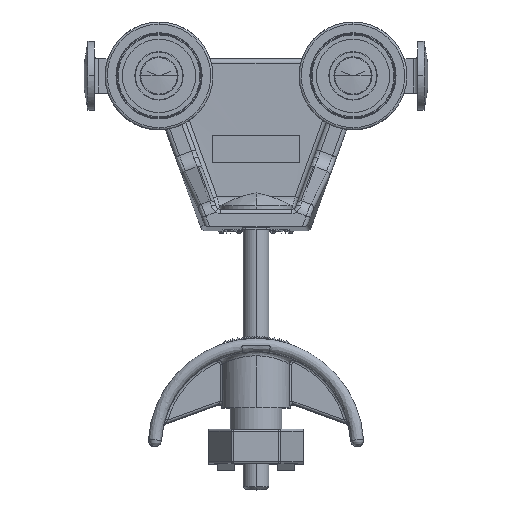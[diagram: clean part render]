
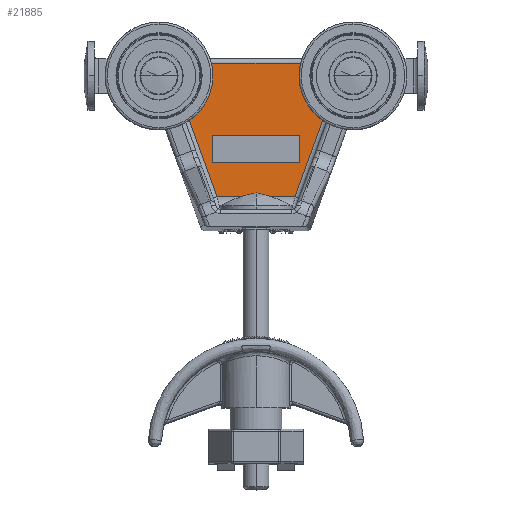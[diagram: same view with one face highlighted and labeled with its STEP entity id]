
A CAD part, top view. The second image highlights one B-rep face of the part: STEP entity #21885.
In plain terms, the highlighted planar face has unit normal (0, 0, -1).
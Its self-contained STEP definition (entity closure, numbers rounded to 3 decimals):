
#1130 = CARTESIAN_POINT ( 'NONE',  ( -11.917, 39., 1.5 ) ) ;
#1156 =( BOUNDED_CURVE ( )  B_SPLINE_CURVE ( 3, ( #1203, #1202, #1201, #1200 ),
 .UNSPECIFIED., .F., .T. ) 
 B_SPLINE_CURVE_WITH_KNOTS ( ( 4, 4 ),
 ( 0., 1. ),
 .UNSPECIFIED. ) 
 CURVE ( )  GEOMETRIC_REPRESENTATION_ITEM ( )  RATIONAL_B_SPLINE_CURVE ( ( 1., 0.994, 0.994, 1. ) ) 
 REPRESENTATION_ITEM ( '' )  );
#1200 = CARTESIAN_POINT ( 'NONE',  ( -11.5, 36., 1.5 ) ) ;
#1201 = CARTESIAN_POINT ( 'NONE',  ( -11.5, 37.016, 1.5 ) ) ;
#1202 = CARTESIAN_POINT ( 'NONE',  ( -11.64, 38.022, 1.5 ) ) ;
#1203 = CARTESIAN_POINT ( 'NONE',  ( -11.917, 39., 1.5 ) ) ;
#4628 = CARTESIAN_POINT ( 'NONE',  ( 11.917, 39., 1.5 ) ) ;
#4661 = CARTESIAN_POINT ( 'NONE',  ( 15.99, 27.133, 1.5 ) ) ;
#4718 = CARTESIAN_POINT ( 'NONE',  ( 11.917, 39., 1.5 ) ) ;
#4719 = CARTESIAN_POINT ( 'NONE',  ( 10.622, 34.433, 1.5 ) ) ;
#4720 = CARTESIAN_POINT ( 'NONE',  ( 12.164, 29.942, 1.5 ) ) ;
#4721 = CARTESIAN_POINT ( 'NONE',  ( 15.99, 27.133, 1.5 ) ) ;
#4725 =( BOUNDED_CURVE ( )  B_SPLINE_CURVE ( 3, ( #4721, #4720, #4719, #4718 ),
 .UNSPECIFIED., .F., .T. ) 
 B_SPLINE_CURVE_WITH_KNOTS ( ( 4, 4 ),
 ( 0., 1. ),
 .UNSPECIFIED. ) 
 CURVE ( )  GEOMETRIC_REPRESENTATION_ITEM ( )  RATIONAL_B_SPLINE_CURVE ( ( 1., 0.881, 0.881, 1. ) ) 
 REPRESENTATION_ITEM ( '' )  );
#5110 = CARTESIAN_POINT ( 'NONE',  ( -15.99, 27.133, 1.5 ) ) ;
#5122 =( BOUNDED_CURVE ( )  B_SPLINE_CURVE ( 3, ( #5176, #5175, #5174, #5173 ),
 .UNSPECIFIED., .F., .F. ) 
 B_SPLINE_CURVE_WITH_KNOTS ( ( 4, 4 ),
 ( 0., 1. ),
 .UNSPECIFIED. ) 
 CURVE ( )  GEOMETRIC_REPRESENTATION_ITEM ( )  RATIONAL_B_SPLINE_CURVE ( ( 1., 0.928, 0.928, 1. ) ) 
 REPRESENTATION_ITEM ( '' )  );
#5173 = CARTESIAN_POINT ( 'NONE',  ( -15.99, 27.133, 1.5 ) ) ;
#5174 = CARTESIAN_POINT ( 'NONE',  ( -13.113, 29.245, 1.5 ) ) ;
#5175 = CARTESIAN_POINT ( 'NONE',  ( -11.5, 32.43, 1.5 ) ) ;
#5176 = CARTESIAN_POINT ( 'NONE',  ( -11.5, 36., 1.5 ) ) ;
#7579 = VERTEX_POINT ( 'NONE', #1130 ) ;
#7581 = EDGE_CURVE ( 'NONE', #7579, #7630, #1156, .T. ) ;
#7630 = VERTEX_POINT ( 'NONE', #15676 ) ;
#8575 = VERTEX_POINT ( 'NONE', #4628 ) ;
#8589 = VERTEX_POINT ( 'NONE', #4661 ) ;
#8596 = EDGE_CURVE ( 'NONE', #8589, #8575, #4725, .T. ) ;
#8803 = VERTEX_POINT ( 'NONE', #5110 ) ;
#8827 = EDGE_CURVE ( 'NONE', #7630, #8803, #5122, .T. ) ;
#8935 = EDGE_CURVE ( 'NONE', #7579, #8575, #23421, .T. ) ;
#8944 = EDGE_LOOP ( 'NONE', ( #8992, #9006, #8968, #9005 ) ) ;
#8949 = EDGE_CURVE ( 'NONE', #21938, #8993, #23467, .T. ) ;
#8958 = EDGE_CURVE ( 'NONE', #21900, #8589, #23461, .T. ) ;
#8963 = ORIENTED_EDGE ( 'NONE', *, *, #8596, .F. ) ;
#8968 = ORIENTED_EDGE ( 'NONE', *, *, #8995, .F. ) ;
#8969 = ORIENTED_EDGE ( 'NONE', *, *, #8958, .F. ) ;
#8975 = EDGE_CURVE ( 'NONE', #21893, #21900, #23464, .T. ) ;
#8976 = EDGE_CURVE ( 'NONE', #21932, #21938, #23526, .T. ) ;
#8979 = ORIENTED_EDGE ( 'NONE', *, *, #8975, .F. ) ;
#8989 = VERTEX_POINT ( 'NONE', #23543 ) ;
#8992 = ORIENTED_EDGE ( 'NONE', *, *, #8976, .F. ) ;
#8993 = VERTEX_POINT ( 'NONE', #23514 ) ;
#8995 = EDGE_CURVE ( 'NONE', #8993, #8989, #53524, .T. ) ;
#8996 = EDGE_CURVE ( 'NONE', #8989, #21932, #23596, .T. ) ;
#9005 = ORIENTED_EDGE ( 'NONE', *, *, #8949, .F. ) ;
#9006 = ORIENTED_EDGE ( 'NONE', *, *, #8996, .F. ) ;
#9029 = EDGE_CURVE ( 'NONE', #8803, #21893, #23784, .T. ) ;
#15676 = CARTESIAN_POINT ( 'NONE',  ( -11.5, 36., 1.5 ) ) ;
#21851 = EDGE_LOOP ( 'NONE', ( #21876, #21915, #21919, #21924, #8963, #8969, #8979 ) ) ;
#21876 = ORIENTED_EDGE ( 'NONE', *, *, #9029, .F. ) ;
#21885 = ADVANCED_FACE ( 'NONE', ( #55787, #55782 ), #55826, .F. ) ;
#21893 = VERTEX_POINT ( 'NONE', #55818 ) ;
#21900 = VERTEX_POINT ( 'NONE', #55811 ) ;
#21915 = ORIENTED_EDGE ( 'NONE', *, *, #8827, .F. ) ;
#21919 = ORIENTED_EDGE ( 'NONE', *, *, #7581, .F. ) ;
#21924 = ORIENTED_EDGE ( 'NONE', *, *, #8935, .T. ) ;
#21932 = VERTEX_POINT ( 'NONE', #55873 ) ;
#21938 = VERTEX_POINT ( 'NONE', #55923 ) ;
#23416 = DIRECTION ( 'NONE',  ( 1., 0., 0. ) ) ;
#23417 = VECTOR ( 'NONE', #23416, 1000. ) ;
#23418 = CARTESIAN_POINT ( 'NONE',  ( -22.5, 39., 1.5 ) ) ;
#23421 = LINE ( 'NONE', #23418, #23417 ) ;
#23458 = DIRECTION ( 'NONE',  ( 0.342, 0.94, 0. ) ) ;
#23459 = VECTOR ( 'NONE', #23458, 1000. ) ;
#23460 = CARTESIAN_POINT ( 'NONE',  ( 9.027, 8., 1.5 ) ) ;
#23461 = LINE ( 'NONE', #23460, #23459 ) ;
#23464 = LINE ( 'NONE', #23525, #23524 ) ;
#23466 = CARTESIAN_POINT ( 'NONE',  ( -22.5, 16., 1.5 ) ) ;
#23467 = LINE ( 'NONE', #23466, #23471 ) ;
#23470 = DIRECTION ( 'NONE',  ( -1., 0., 0. ) ) ;
#23471 = VECTOR ( 'NONE', #23470, 1000. ) ;
#23514 = CARTESIAN_POINT ( 'NONE',  ( -10., 16., 1.45 ) ) ;
#23515 = CARTESIAN_POINT ( 'NONE',  ( 10., 16., 1.45 ) ) ;
#23516 = CARTESIAN_POINT ( 'NONE',  ( 10., 18.1, 1.4 ) ) ;
#23517 = CARTESIAN_POINT ( 'NONE',  ( 10., 20.2, 1.4 ) ) ;
#23518 = CARTESIAN_POINT ( 'NONE',  ( 10., 22.3, 1.45 ) ) ;
#23523 = DIRECTION ( 'NONE',  ( 1., 0., 0. ) ) ;
#23524 = VECTOR ( 'NONE', #23523, 1000. ) ;
#23525 = CARTESIAN_POINT ( 'NONE',  ( -22.5, 8., 1.5 ) ) ;
#23526 = B_SPLINE_CURVE_WITH_KNOTS ( 'NONE', 3,
 ( #23518, #23517, #23516, #23515 ),
 .UNSPECIFIED., .F., .F.,
 ( 4, 4 ),
 ( 0., 1. ),
 .UNSPECIFIED. ) ;
#23543 = CARTESIAN_POINT ( 'NONE',  ( -10., 22.3, 1.45 ) ) ;
#23593 = DIRECTION ( 'NONE',  ( 1., 0., 0. ) ) ;
#23594 = VECTOR ( 'NONE', #23593, 1000. ) ;
#23595 = CARTESIAN_POINT ( 'NONE',  ( -22.5, 22.3, 1.5 ) ) ;
#23596 = LINE ( 'NONE', #23595, #23594 ) ;
#23781 = DIRECTION ( 'NONE',  ( 0.342, -0.94, 0. ) ) ;
#23782 = VECTOR ( 'NONE', #23781, 1000. ) ;
#23783 = CARTESIAN_POINT ( 'NONE',  ( -15.99, 27.133, 1.5 ) ) ;
#23784 = LINE ( 'NONE', #23783, #23782 ) ;
#53452 = CARTESIAN_POINT ( 'NONE',  ( -10., 22.3, 1.45 ) ) ;
#53457 = CARTESIAN_POINT ( 'NONE',  ( -10., 20.2, 1.4 ) ) ;
#53460 = CARTESIAN_POINT ( 'NONE',  ( -10., 18.1, 1.4 ) ) ;
#53466 = CARTESIAN_POINT ( 'NONE',  ( -10., 16., 1.45 ) ) ;
#53524 = B_SPLINE_CURVE_WITH_KNOTS ( 'NONE', 3,
 ( #53466, #53460, #53457, #53452 ),
 .UNSPECIFIED., .F., .F.,
 ( 4, 4 ),
 ( 0., 1. ),
 .UNSPECIFIED. ) ;
#55782 = FACE_BOUND ( 'NONE', #8944, .T. ) ;
#55787 = FACE_OUTER_BOUND ( 'NONE', #21851, .T. ) ;
#55811 = CARTESIAN_POINT ( 'NONE',  ( 9.027, 8., 1.5 ) ) ;
#55818 = CARTESIAN_POINT ( 'NONE',  ( -9.027, 8., 1.5 ) ) ;
#55819 = DIRECTION ( 'NONE',  ( 1., 0., 0. ) ) ;
#55820 = DIRECTION ( 'NONE',  ( 0., 0., 1. ) ) ;
#55821 = CARTESIAN_POINT ( 'NONE',  ( -22.5, 36., 1.5 ) ) ;
#55822 = AXIS2_PLACEMENT_3D ( 'NONE', #55821, #55820, #55819 ) ;
#55826 = PLANE ( 'NONE',  #55822 ) ;
#55873 = CARTESIAN_POINT ( 'NONE',  ( 10., 22.3, 1.45 ) ) ;
#55923 = CARTESIAN_POINT ( 'NONE',  ( 10., 16., 1.45 ) ) ;
